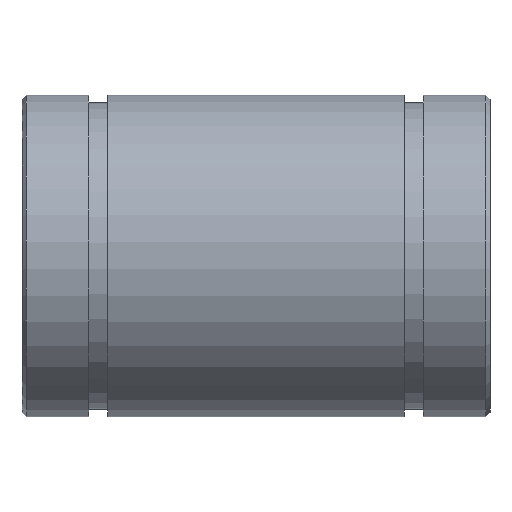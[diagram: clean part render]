
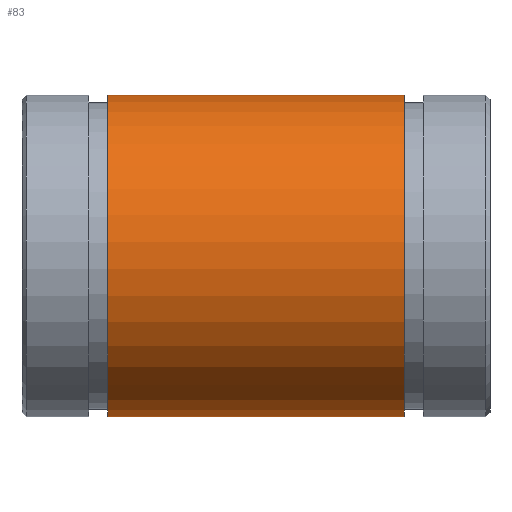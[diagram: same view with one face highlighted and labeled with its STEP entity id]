
A CAD part, top view. The second image highlights one B-rep face of the part: STEP entity #83.
In plain terms, the highlighted cylindrical face has radius 11 mm (diameter 22 mm), a partial arc.
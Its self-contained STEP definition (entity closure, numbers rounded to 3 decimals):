
#83 = ADVANCED_FACE( '', ( #168 ), #169, .T. );
#168 = FACE_OUTER_BOUND( '', #254, .T. );
#169 = CYLINDRICAL_SURFACE( '', #255, 11. );
#254 = EDGE_LOOP( '', ( #358, #359, #360, #361 ) );
#255 = AXIS2_PLACEMENT_3D( '', #362, #363, #364 );
#358 = ORIENTED_EDGE( '', *, *, #567, .T. );
#359 = ORIENTED_EDGE( '', *, *, #568, .T. );
#360 = ORIENTED_EDGE( '', *, *, #539, .F. );
#361 = ORIENTED_EDGE( '', *, *, #569, .T. );
#362 = CARTESIAN_POINT( '', ( 32., 0., 0. ) );
#363 = DIRECTION( '', ( -1., 0., 0. ) );
#364 = DIRECTION( '', ( 0., 0., -1. ) );
#539 = EDGE_CURVE( '', #629, #630, #631, .T. );
#567 = EDGE_CURVE( '', #677, #678, #679, .T. );
#568 = EDGE_CURVE( '', #678, #630, #680, .T. );
#569 = EDGE_CURVE( '', #629, #677, #681, .F. );
#629 = VERTEX_POINT( '', #763 );
#630 = VERTEX_POINT( '', #764 );
#631 = CIRCLE( '', #765, 11. );
#677 = VERTEX_POINT( '', #827 );
#678 = VERTEX_POINT( '', #828 );
#679 = CIRCLE( '', #829, 11. );
#680 = LINE( '', #830, #831 );
#681 = LINE( '', #832, #833 );
#763 = CARTESIAN_POINT( '', ( 26.15, 6.897, -8.57 ) );
#764 = CARTESIAN_POINT( '', ( 26.15, -6.897, -8.57 ) );
#765 = AXIS2_PLACEMENT_3D( '', #948, #949, #950 );
#827 = CARTESIAN_POINT( '', ( 5.85, 6.897, -8.57 ) );
#828 = CARTESIAN_POINT( '', ( 5.85, -6.897, -8.57 ) );
#829 = AXIS2_PLACEMENT_3D( '', #988, #989, #990 );
#830 = CARTESIAN_POINT( '', ( 32., -6.897, -8.57 ) );
#831 = VECTOR( '', #991, 1000. );
#832 = CARTESIAN_POINT( '', ( 32., 6.897, -8.57 ) );
#833 = VECTOR( '', #992, 1000. );
#948 = CARTESIAN_POINT( '', ( 26.15, 0., 0. ) );
#949 = DIRECTION( '', ( 1., 0., 0. ) );
#950 = DIRECTION( '', ( 0., 0., -1. ) );
#988 = CARTESIAN_POINT( '', ( 5.85, 0., 0. ) );
#989 = DIRECTION( '', ( 1., 0., 0. ) );
#990 = DIRECTION( '', ( 0., 0., -1. ) );
#991 = DIRECTION( '', ( 1., 0., 0. ) );
#992 = DIRECTION( '', ( 1., 0., 0. ) );
